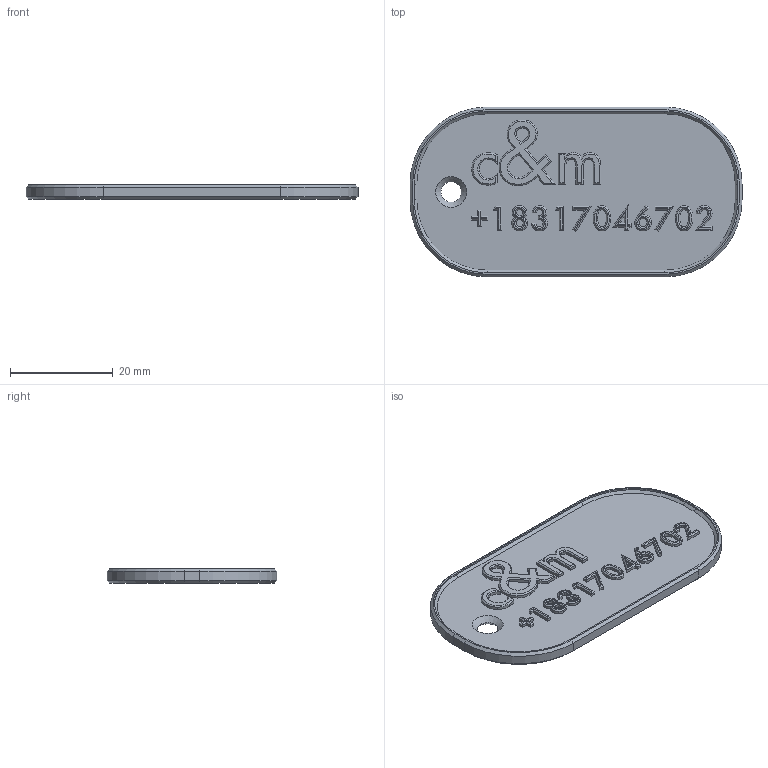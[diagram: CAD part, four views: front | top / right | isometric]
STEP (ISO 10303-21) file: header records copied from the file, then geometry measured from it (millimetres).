
FILE_DESCRIPTION(/* description */ (''),/* implementation_level */ '2;1');
FILE_NAME(/* name */ 'Luggage Tag c&m v3.step',/* time_stamp */ '2024-06-01T18:44:33-07:00',/* author */ (''),/* organization */ (''),/* preprocessor_version */ 'ST-DEVELOPER v20',/* originating_system */ 'Autodesk Translation Framework v13.14.0.145',/* authorisation */ '');
FILE_SCHEMA (('AUTOMOTIVE_DESIGN { 1 0 10303 214 3 1 1 }'));
Length unit declared in the file: millimetre
Products named in the file (1): Luggage Tag c&m
Bounding box: 64.5 x 33 x 2.8 mm (x, y, z)
Volume: 4055.5 mm3; surface area: 4550.8 mm2
Topology: 1 solids, 1 shells, 566 faces, 1346 edges, 806 vertices
Faces by surface type: bspline 328, plane 216, cone 14, cylinder 8
Entity records: 22615 total; most frequent: CARTESIAN_POINT 11970, ORIENTED_EDGE 2692, EDGE_CURVE 1346, DIRECTION 1186, VERTEX_POINT 806, B_SPLINE_CURVE_WITH_KNOTS 669, LINE 646, VECTOR 646
